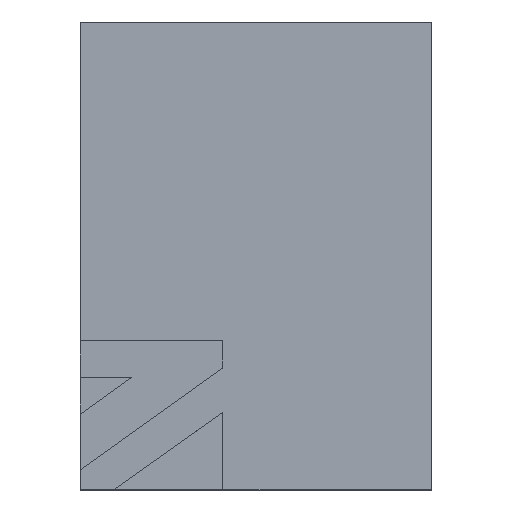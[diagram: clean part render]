
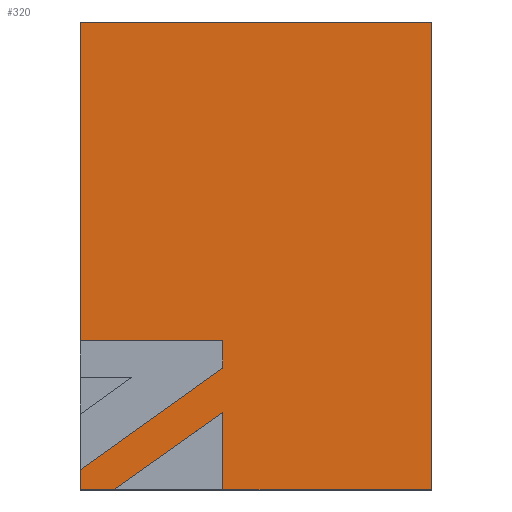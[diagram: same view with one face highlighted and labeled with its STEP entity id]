
A CAD part, top view. The second image highlights one B-rep face of the part: STEP entity #320.
In plain terms, the highlighted planar face has unit normal (0, 0, 1).
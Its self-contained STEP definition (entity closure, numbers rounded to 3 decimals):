
#15=PLANE('',#353);
#32=FACE_OUTER_BOUND('',#49,.T.);
#49=EDGE_LOOP('',(#232,#233,#234,#235,#236,#237,#238,#239,#240,#241,#242,
#243));
#67=LINE('',#464,#110);
#68=LINE('',#466,#111);
#69=LINE('',#468,#112);
#70=LINE('',#470,#113);
#71=LINE('',#472,#114);
#72=LINE('',#474,#115);
#73=LINE('',#476,#116);
#74=LINE('',#478,#117);
#75=LINE('',#480,#118);
#76=LINE('',#482,#119);
#77=LINE('',#483,#120);
#110=VECTOR('',#381,10.);
#111=VECTOR('',#382,1.);
#112=VECTOR('',#383,1.);
#113=VECTOR('',#384,1.);
#114=VECTOR('',#385,1.);
#115=VECTOR('',#386,1.);
#116=VECTOR('',#387,1.);
#117=VECTOR('',#388,1.);
#118=VECTOR('',#389,1.);
#119=VECTOR('',#390,1.);
#120=VECTOR('',#391,10.);
#152=CIRCLE('',#352,1.);
#155=VERTEX_POINT('',#457);
#156=VERTEX_POINT('',#459);
#157=VERTEX_POINT('',#463);
#158=VERTEX_POINT('',#465);
#159=VERTEX_POINT('',#467);
#160=VERTEX_POINT('',#469);
#161=VERTEX_POINT('',#471);
#162=VERTEX_POINT('',#473);
#163=VERTEX_POINT('',#475);
#164=VERTEX_POINT('',#477);
#165=VERTEX_POINT('',#479);
#166=VERTEX_POINT('',#481);
#185=EDGE_CURVE('',#155,#156,#152,.T.);
#187=EDGE_CURVE('',#155,#157,#67,.T.);
#188=EDGE_CURVE('',#158,#157,#68,.T.);
#189=EDGE_CURVE('',#159,#158,#69,.T.);
#190=EDGE_CURVE('',#160,#159,#70,.T.);
#191=EDGE_CURVE('',#161,#160,#71,.T.);
#192=EDGE_CURVE('',#162,#161,#72,.T.);
#193=EDGE_CURVE('',#163,#162,#73,.T.);
#194=EDGE_CURVE('',#164,#163,#74,.T.);
#195=EDGE_CURVE('',#165,#164,#75,.T.);
#196=EDGE_CURVE('',#166,#165,#76,.T.);
#197=EDGE_CURVE('',#166,#156,#77,.T.);
#232=ORIENTED_EDGE('',*,*,#185,.F.);
#233=ORIENTED_EDGE('',*,*,#187,.T.);
#234=ORIENTED_EDGE('',*,*,#188,.F.);
#235=ORIENTED_EDGE('',*,*,#189,.F.);
#236=ORIENTED_EDGE('',*,*,#190,.F.);
#237=ORIENTED_EDGE('',*,*,#191,.F.);
#238=ORIENTED_EDGE('',*,*,#192,.F.);
#239=ORIENTED_EDGE('',*,*,#193,.F.);
#240=ORIENTED_EDGE('',*,*,#194,.F.);
#241=ORIENTED_EDGE('',*,*,#195,.F.);
#242=ORIENTED_EDGE('',*,*,#196,.F.);
#243=ORIENTED_EDGE('',*,*,#197,.T.);
#320=ADVANCED_FACE('',(#32),#15,.T.);
#352=AXIS2_PLACEMENT_3D('',#460,#376,#377);
#353=AXIS2_PLACEMENT_3D('',#462,#379,#380);
#376=DIRECTION('center_axis',(0.,0.,-1.));
#377=DIRECTION('ref_axis',(0.707,0.707,0.));
#379=DIRECTION('center_axis',(0.,0.,1.));
#380=DIRECTION('ref_axis',(0.,1.,0.));
#381=DIRECTION('',(-1.,0.,0.));
#382=DIRECTION('',(0.,1.,0.));
#383=DIRECTION('',(-1.,0.,0.));
#384=DIRECTION('',(0.,1.,0.));
#385=DIRECTION('',(0.814,0.581,0.));
#386=DIRECTION('',(0.,1.,0.));
#387=DIRECTION('',(-1.,0.,0.));
#388=DIRECTION('',(-0.815,-0.579,0.));
#389=DIRECTION('',(0.,1.,0.));
#390=DIRECTION('',(-1.,0.,0.));
#391=DIRECTION('',(0.,1.,0.));
#457=CARTESIAN_POINT('',(184.753,248.753,3.));
#459=CARTESIAN_POINT('',(185.753,247.753,3.));
#460=CARTESIAN_POINT('Origin',(184.753,247.753,3.));
#462=CARTESIAN_POINT('Origin',(126.294,130.605,3.));
#463=CARTESIAN_POINT('',(0.253,248.753,3.));
#464=CARTESIAN_POINT('',(148.274,248.753,3.));
#465=CARTESIAN_POINT('',(0.253,80.501,3.));
#466=CARTESIAN_POINT('',(0.253,80.501,3.));
#467=CARTESIAN_POINT('',(75.468,80.501,3.));
#468=CARTESIAN_POINT('',(75.468,80.501,3.));
#469=CARTESIAN_POINT('',(75.468,66.097,3.));
#470=CARTESIAN_POINT('',(75.468,66.097,3.));
#471=CARTESIAN_POINT('',(0.253,12.409,3.));
#472=CARTESIAN_POINT('',(0.253,12.409,3.));
#473=CARTESIAN_POINT('',(0.253,1.753,3.));
#474=CARTESIAN_POINT('',(0.253,1.753,3.));
#475=CARTESIAN_POINT('',(17.907,1.753,3.));
#476=CARTESIAN_POINT('',(17.907,1.753,3.));
#477=CARTESIAN_POINT('',(75.503,42.641,3.));
#478=CARTESIAN_POINT('',(75.503,42.641,3.));
#479=CARTESIAN_POINT('',(75.503,1.753,3.));
#480=CARTESIAN_POINT('',(75.503,1.753,3.));
#481=CARTESIAN_POINT('',(185.753,1.753,3.));
#482=CARTESIAN_POINT('',(182.75,1.753,3.));
#483=CARTESIAN_POINT('',(185.753,66.179,3.));
